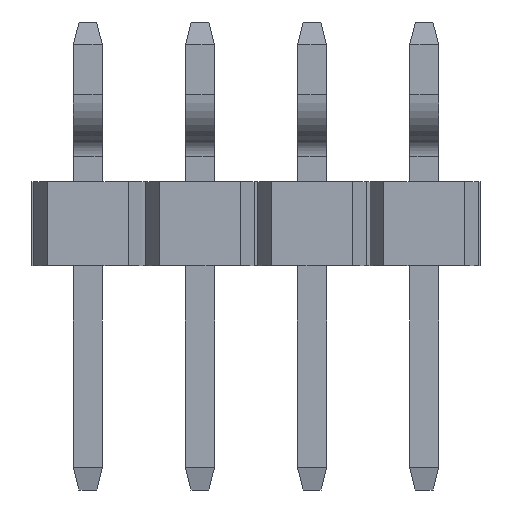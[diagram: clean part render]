
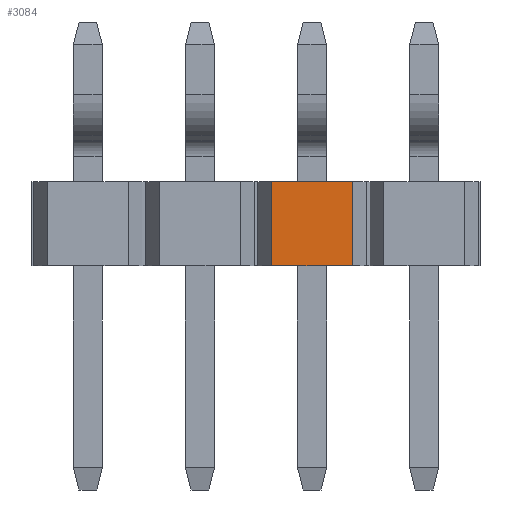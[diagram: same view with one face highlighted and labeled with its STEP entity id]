
A CAD part, left-side view. The second image highlights one B-rep face of the part: STEP entity #3084.
In plain terms, the highlighted planar face has unit normal (-1, 0, 0).
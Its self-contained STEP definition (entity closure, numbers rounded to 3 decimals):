
#72 = PLANE('',#73);
#73 = AXIS2_PLACEMENT_3D('',#74,#75,#76);
#74 = CARTESIAN_POINT('',(0.,0.,0.75));
#75 = DIRECTION('',(0.,0.,1.));
#76 = DIRECTION('',(0.,-1.,0.));
#126 = PLANE('',#127);
#127 = AXIS2_PLACEMENT_3D('',#128,#129,#130);
#128 = CARTESIAN_POINT('',(0.,-8.,-0.75));
#129 = DIRECTION('',(0.,0.,-1.));
#130 = DIRECTION('',(0.,1.,0.));
#882 = VERTEX_POINT('',#883);
#883 = CARTESIAN_POINT('',(0.,-4.28,-0.75));
#897 = PLANE('',#898);
#898 = AXIS2_PLACEMENT_3D('',#899,#900,#901);
#899 = CARTESIAN_POINT('',(-0.1,-4.35,0.75));
#900 = DIRECTION('',(0.574,-0.819,0.));
#901 = DIRECTION('',(0.819,0.574,0.));
#909 = EDGE_CURVE('',#910,#882,#912,.T.);
#910 = VERTEX_POINT('',#911);
#911 = CARTESIAN_POINT('',(0.,-5.72,-0.75));
#912 = SURFACE_CURVE('',#913,(#917,#924),.PCURVE_S1.);
#913 = LINE('',#914,#915);
#914 = CARTESIAN_POINT('',(0.,-5.72,-0.75));
#915 = VECTOR('',#916,1.);
#916 = DIRECTION('',(0.,1.,0.));
#917 = PCURVE('',#126,#918);
#918 = DEFINITIONAL_REPRESENTATION('',(#919),#923);
#919 = LINE('',#920,#921);
#920 = CARTESIAN_POINT('',(2.28,0.));
#921 = VECTOR('',#922,1.);
#922 = DIRECTION('',(1.,0.));
#923 = ( GEOMETRIC_REPRESENTATION_CONTEXT(2) 
PARAMETRIC_REPRESENTATION_CONTEXT() REPRESENTATION_CONTEXT('2D SPACE',''
  ) );
#924 = PCURVE('',#925,#930);
#925 = PLANE('',#926);
#926 = AXIS2_PLACEMENT_3D('',#927,#928,#929);
#927 = CARTESIAN_POINT('',(0.,0.,0.));
#928 = DIRECTION('',(1.,0.,0.));
#929 = DIRECTION('',(0.,-1.,0.));
#930 = DEFINITIONAL_REPRESENTATION('',(#931),#935);
#931 = LINE('',#932,#933);
#932 = CARTESIAN_POINT('',(5.72,0.75));
#933 = VECTOR('',#934,1.);
#934 = DIRECTION('',(-1.,0.));
#935 = ( GEOMETRIC_REPRESENTATION_CONTEXT(2) 
PARAMETRIC_REPRESENTATION_CONTEXT() REPRESENTATION_CONTEXT('2D SPACE',''
  ) );
#953 = PLANE('',#954);
#954 = AXIS2_PLACEMENT_3D('',#955,#956,#957);
#955 = CARTESIAN_POINT('',(0.35,-5.965,0.75));
#956 = DIRECTION('',(0.574,0.819,0.));
#957 = DIRECTION('',(-0.819,0.574,0.));
#1833 = VERTEX_POINT('',#1834);
#1834 = CARTESIAN_POINT('',(0.,-5.72,0.75));
#1855 = EDGE_CURVE('',#1856,#1833,#1858,.T.);
#1856 = VERTEX_POINT('',#1857);
#1857 = CARTESIAN_POINT('',(0.,-4.28,0.75));
#1858 = SURFACE_CURVE('',#1859,(#1863,#1870),.PCURVE_S1.);
#1859 = LINE('',#1860,#1861);
#1860 = CARTESIAN_POINT('',(0.,-4.28,0.75));
#1861 = VECTOR('',#1862,1.);
#1862 = DIRECTION('',(0.,-1.,0.));
#1863 = PCURVE('',#72,#1864);
#1864 = DEFINITIONAL_REPRESENTATION('',(#1865),#1869);
#1865 = LINE('',#1866,#1867);
#1866 = CARTESIAN_POINT('',(4.28,0.));
#1867 = VECTOR('',#1868,1.);
#1868 = DIRECTION('',(1.,0.));
#1869 = ( GEOMETRIC_REPRESENTATION_CONTEXT(2) 
PARAMETRIC_REPRESENTATION_CONTEXT() REPRESENTATION_CONTEXT('2D SPACE',''
  ) );
#1870 = PCURVE('',#925,#1871);
#1871 = DEFINITIONAL_REPRESENTATION('',(#1872),#1876);
#1872 = LINE('',#1873,#1874);
#1873 = CARTESIAN_POINT('',(4.28,-0.75));
#1874 = VECTOR('',#1875,1.);
#1875 = DIRECTION('',(1.,0.));
#1876 = ( GEOMETRIC_REPRESENTATION_CONTEXT(2) 
PARAMETRIC_REPRESENTATION_CONTEXT() REPRESENTATION_CONTEXT('2D SPACE',''
  ) );
#3061 = EDGE_CURVE('',#910,#1833,#3062,.T.);
#3062 = SURFACE_CURVE('',#3063,(#3067,#3074),.PCURVE_S1.);
#3063 = LINE('',#3064,#3065);
#3064 = CARTESIAN_POINT('',(0.,-5.72,-0.75));
#3065 = VECTOR('',#3066,1.);
#3066 = DIRECTION('',(0.,0.,1.));
#3067 = PCURVE('',#953,#3068);
#3068 = DEFINITIONAL_REPRESENTATION('',(#3069),#3073);
#3069 = LINE('',#3070,#3071);
#3070 = CARTESIAN_POINT('',(0.427,-1.5));
#3071 = VECTOR('',#3072,1.);
#3072 = DIRECTION('',(0.,1.));
#3073 = ( GEOMETRIC_REPRESENTATION_CONTEXT(2) 
PARAMETRIC_REPRESENTATION_CONTEXT() REPRESENTATION_CONTEXT('2D SPACE',''
  ) );
#3074 = PCURVE('',#925,#3075);
#3075 = DEFINITIONAL_REPRESENTATION('',(#3076),#3080);
#3076 = LINE('',#3077,#3078);
#3077 = CARTESIAN_POINT('',(5.72,0.75));
#3078 = VECTOR('',#3079,1.);
#3079 = DIRECTION('',(0.,-1.));
#3080 = ( GEOMETRIC_REPRESENTATION_CONTEXT(2) 
PARAMETRIC_REPRESENTATION_CONTEXT() REPRESENTATION_CONTEXT('2D SPACE',''
  ) );
#3084 = ADVANCED_FACE('',(#3085),#925,.F.);
#3085 = FACE_BOUND('',#3086,.F.);
#3086 = EDGE_LOOP('',(#3087,#3088,#3089,#3110));
#3087 = ORIENTED_EDGE('',*,*,#3061,.F.);
#3088 = ORIENTED_EDGE('',*,*,#909,.T.);
#3089 = ORIENTED_EDGE('',*,*,#3090,.F.);
#3090 = EDGE_CURVE('',#1856,#882,#3091,.T.);
#3091 = SURFACE_CURVE('',#3092,(#3096,#3103),.PCURVE_S1.);
#3092 = LINE('',#3093,#3094);
#3093 = CARTESIAN_POINT('',(0.,-4.28,0.75));
#3094 = VECTOR('',#3095,1.);
#3095 = DIRECTION('',(0.,0.,-1.));
#3096 = PCURVE('',#925,#3097);
#3097 = DEFINITIONAL_REPRESENTATION('',(#3098),#3102);
#3098 = LINE('',#3099,#3100);
#3099 = CARTESIAN_POINT('',(4.28,-0.75));
#3100 = VECTOR('',#3101,1.);
#3101 = DIRECTION('',(0.,1.));
#3102 = ( GEOMETRIC_REPRESENTATION_CONTEXT(2) 
PARAMETRIC_REPRESENTATION_CONTEXT() REPRESENTATION_CONTEXT('2D SPACE',''
  ) );
#3103 = PCURVE('',#897,#3104);
#3104 = DEFINITIONAL_REPRESENTATION('',(#3105),#3109);
#3105 = LINE('',#3106,#3107);
#3106 = CARTESIAN_POINT('',(0.122,0.));
#3107 = VECTOR('',#3108,1.);
#3108 = DIRECTION('',(0.,-1.));
#3109 = ( GEOMETRIC_REPRESENTATION_CONTEXT(2) 
PARAMETRIC_REPRESENTATION_CONTEXT() REPRESENTATION_CONTEXT('2D SPACE',''
  ) );
#3110 = ORIENTED_EDGE('',*,*,#1855,.T.);
